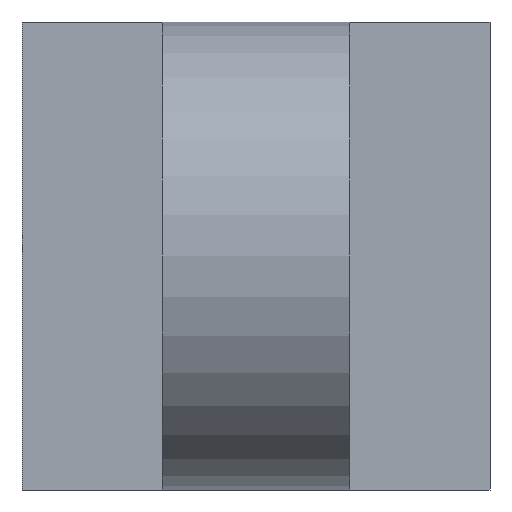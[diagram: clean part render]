
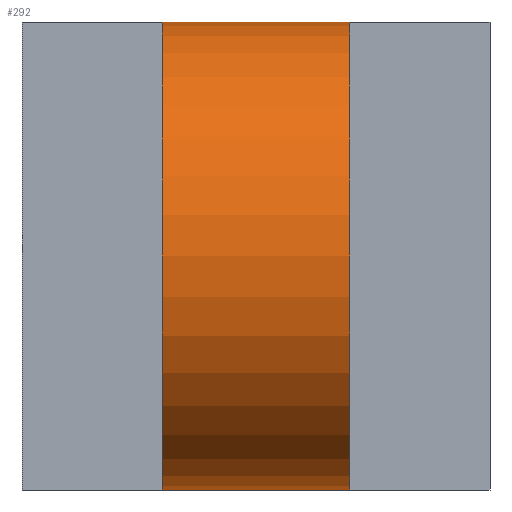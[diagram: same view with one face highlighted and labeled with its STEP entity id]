
A CAD part, front view. The second image highlights one B-rep face of the part: STEP entity #292.
In plain terms, the highlighted cylindrical face has radius 50 mm (diameter 100 mm), a partial arc.
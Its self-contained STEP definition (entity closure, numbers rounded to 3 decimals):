
#10 = ORIENTED_EDGE ( 'NONE', *, *, #244, .T. ) ;
#31 = CARTESIAN_POINT ( 'NONE',  ( -20., -100., -50. ) ) ;
#47 = CARTESIAN_POINT ( 'NONE',  ( 20., -100., -50. ) ) ;
#51 = CARTESIAN_POINT ( 'NONE',  ( -20., -100., 0. ) ) ;
#55 = CIRCLE ( 'NONE', #542, 50. ) ;
#117 = FACE_OUTER_BOUND ( 'NONE', #487, .T. ) ;
#131 = AXIS2_PLACEMENT_3D ( 'NONE', #477, #684, #473 ) ;
#132 = VERTEX_POINT ( 'NONE', #31 ) ;
#144 = ORIENTED_EDGE ( 'NONE', *, *, #263, .T. ) ;
#153 = CARTESIAN_POINT ( 'NONE',  ( 20., -100., -50. ) ) ;
#157 = AXIS2_PLACEMENT_3D ( 'NONE', #424, #267, #324 ) ;
#171 = EDGE_CURVE ( 'NONE', #496, #649, #661, .T. ) ;
#172 = CARTESIAN_POINT ( 'NONE',  ( 20., -100., 50. ) ) ;
#178 = ORIENTED_EDGE ( 'NONE', *, *, #608, .F. ) ;
#186 = CARTESIAN_POINT ( 'NONE',  ( 20., -100., 50. ) ) ;
#211 = CARTESIAN_POINT ( 'NONE',  ( -20., -100., 50. ) ) ;
#216 = DIRECTION ( 'NONE',  ( 0., 0., 1. ) ) ;
#244 = EDGE_CURVE ( 'NONE', #320, #132, #55, .T. ) ;
#258 = DIRECTION ( 'NONE',  ( -1., 0., 0. ) ) ;
#263 = EDGE_CURVE ( 'NONE', #496, #320, #647, .T. ) ;
#265 = CYLINDRICAL_SURFACE ( 'NONE', #131, 50. ) ;
#267 = DIRECTION ( 'NONE',  ( 1., 0., 0. ) ) ;
#273 = DIRECTION ( 'NONE',  ( -1., 0., 0. ) ) ;
#283 = ORIENTED_EDGE ( 'NONE', *, *, #171, .F. ) ;
#292 = ADVANCED_FACE ( 'NONE', ( #117 ), #265, .T. ) ;
#308 = LINE ( 'NONE', #153, #316 ) ;
#316 = VECTOR ( 'NONE', #258, 1000. ) ;
#320 = VERTEX_POINT ( 'NONE', #211 ) ;
#324 = DIRECTION ( 'NONE',  ( 0., 0., 1. ) ) ;
#424 = CARTESIAN_POINT ( 'NONE',  ( 20., -100., 0. ) ) ;
#473 = DIRECTION ( 'NONE',  ( 0., 0., 1. ) ) ;
#477 = CARTESIAN_POINT ( 'NONE',  ( 20., -100., 0. ) ) ;
#479 = DIRECTION ( 'NONE',  ( 1., 0., 0. ) ) ;
#487 = EDGE_LOOP ( 'NONE', ( #10, #178, #283, #144 ) ) ;
#496 = VERTEX_POINT ( 'NONE', #186 ) ;
#542 = AXIS2_PLACEMENT_3D ( 'NONE', #51, #479, #216 ) ;
#608 = EDGE_CURVE ( 'NONE', #649, #132, #308, .T. ) ;
#632 = VECTOR ( 'NONE', #273, 1000. ) ;
#647 = LINE ( 'NONE', #172, #632 ) ;
#649 = VERTEX_POINT ( 'NONE', #47 ) ;
#661 = CIRCLE ( 'NONE', #157, 50. ) ;
#684 = DIRECTION ( 'NONE',  ( -1., 0., 0. ) ) ;
